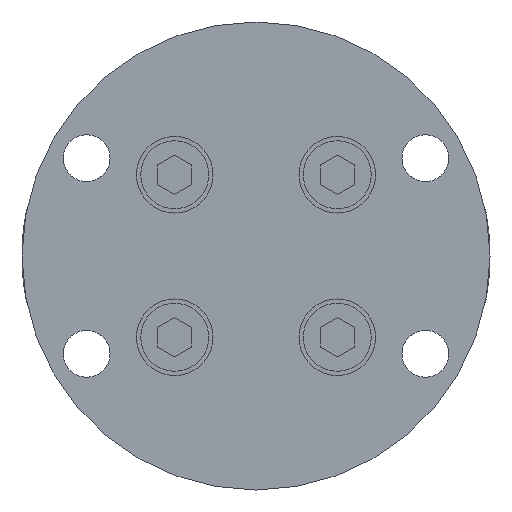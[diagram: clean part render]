
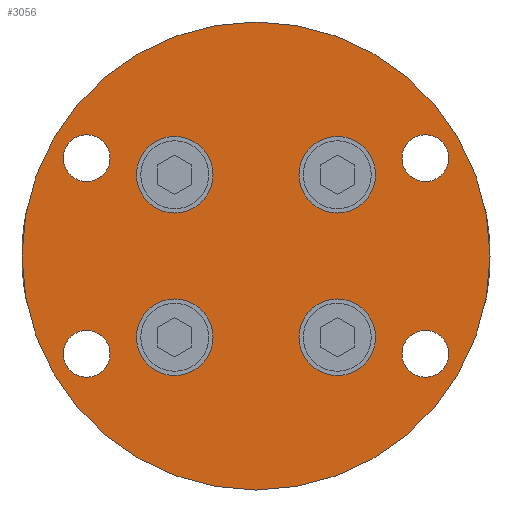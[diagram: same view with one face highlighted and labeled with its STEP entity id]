
A CAD part, left-side view. The second image highlights one B-rep face of the part: STEP entity #3056.
In plain terms, the highlighted planar face has unit normal (-1, 0, 0).
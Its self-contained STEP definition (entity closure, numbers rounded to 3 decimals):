
#442=CARTESIAN_POINT('',(0.,0.,0.));
#443=DIRECTION('',(-1.,0.,0.));
#444=DIRECTION('',(0.,1.,0.));
#445=AXIS2_PLACEMENT_3D('',#442,#443,#444);
#450=CARTESIAN_POINT('',(0.,0.,0.));
#451=DIRECTION('',(1.,0.,0.));
#452=DIRECTION('',(0.,1.,0.));
#453=AXIS2_PLACEMENT_3D('',#450,#451,#452);
#458=CARTESIAN_POINT('',(0.,39.8,-23.));
#459=DIRECTION('',(1.,0.,0.));
#460=DIRECTION('',(0.,1.,0.));
#461=AXIS2_PLACEMENT_3D('',#458,#459,#460);
#466=CARTESIAN_POINT('',(0.,39.8,-23.));
#467=DIRECTION('',(1.,0.,0.));
#468=DIRECTION('',(0.,-1.,0.));
#469=AXIS2_PLACEMENT_3D('',#466,#467,#468);
#474=CARTESIAN_POINT('',(0.,39.8,23.));
#475=DIRECTION('',(1.,0.,0.));
#476=DIRECTION('',(0.,1.,0.));
#477=AXIS2_PLACEMENT_3D('',#474,#475,#476);
#482=CARTESIAN_POINT('',(0.,39.8,23.));
#483=DIRECTION('',(1.,0.,0.));
#484=DIRECTION('',(0.,-1.,0.));
#485=AXIS2_PLACEMENT_3D('',#482,#483,#484);
#490=CARTESIAN_POINT('',(0.,-39.8,-23.));
#491=DIRECTION('',(1.,0.,0.));
#492=DIRECTION('',(0.,1.,0.));
#493=AXIS2_PLACEMENT_3D('',#490,#491,#492);
#498=CARTESIAN_POINT('',(0.,-39.8,-23.));
#499=DIRECTION('',(1.,0.,0.));
#500=DIRECTION('',(0.,-1.,0.));
#501=AXIS2_PLACEMENT_3D('',#498,#499,#500);
#506=CARTESIAN_POINT('',(0.,-39.8,23.));
#507=DIRECTION('',(1.,0.,0.));
#508=DIRECTION('',(0.,1.,0.));
#509=AXIS2_PLACEMENT_3D('',#506,#507,#508);
#514=CARTESIAN_POINT('',(0.,-39.8,23.));
#515=DIRECTION('',(1.,0.,0.));
#516=DIRECTION('',(0.,-1.,0.));
#517=AXIS2_PLACEMENT_3D('',#514,#515,#516);
#522=CARTESIAN_POINT('',(0.,19.1,-19.1));
#523=DIRECTION('',(-1.,0.,0.));
#524=DIRECTION('',(0.,1.,0.));
#525=AXIS2_PLACEMENT_3D('',#522,#523,#524);
#530=CARTESIAN_POINT('',(0.,19.1,-19.1));
#531=DIRECTION('',(-1.,0.,0.));
#532=DIRECTION('',(0.,-1.,0.));
#533=AXIS2_PLACEMENT_3D('',#530,#531,#532);
#538=CARTESIAN_POINT('',(0.,19.1,19.1));
#539=DIRECTION('',(-1.,0.,0.));
#540=DIRECTION('',(0.,1.,0.));
#541=AXIS2_PLACEMENT_3D('',#538,#539,#540);
#546=CARTESIAN_POINT('',(0.,19.1,19.1));
#547=DIRECTION('',(-1.,0.,0.));
#548=DIRECTION('',(0.,-1.,0.));
#549=AXIS2_PLACEMENT_3D('',#546,#547,#548);
#554=CARTESIAN_POINT('',(0.,-19.1,-19.1));
#555=DIRECTION('',(-1.,0.,0.));
#556=DIRECTION('',(0.,1.,0.));
#557=AXIS2_PLACEMENT_3D('',#554,#555,#556);
#562=CARTESIAN_POINT('',(0.,-19.1,-19.1));
#563=DIRECTION('',(-1.,0.,0.));
#564=DIRECTION('',(0.,-1.,0.));
#565=AXIS2_PLACEMENT_3D('',#562,#563,#564);
#570=CARTESIAN_POINT('',(0.,-19.1,19.1));
#571=DIRECTION('',(-1.,0.,0.));
#572=DIRECTION('',(0.,1.,0.));
#573=AXIS2_PLACEMENT_3D('',#570,#571,#572);
#578=CARTESIAN_POINT('',(0.,-19.1,19.1));
#579=DIRECTION('',(-1.,0.,0.));
#580=DIRECTION('',(0.,-1.,0.));
#581=AXIS2_PLACEMENT_3D('',#578,#579,#580);
#2479=CARTESIAN_POINT('',(0.,55.,0.));
#2480=CARTESIAN_POINT('',(0.,-55.,0.));
#2481=VERTEX_POINT('',#2479);
#2482=VERTEX_POINT('',#2480);
#2487=CARTESIAN_POINT('',(0.,45.3,-23.));
#2488=CARTESIAN_POINT('',(0.,34.3,-23.));
#2489=VERTEX_POINT('',#2487);
#2490=VERTEX_POINT('',#2488);
#2491=CARTESIAN_POINT('',(0.,45.3,23.));
#2493=VERTEX_POINT('',#2491);
#2495=CARTESIAN_POINT('',(0.,34.3,23.));
#2497=VERTEX_POINT('',#2495);
#2499=CARTESIAN_POINT('',(0.,-34.3,-23.));
#2501=VERTEX_POINT('',#2499);
#2503=CARTESIAN_POINT('',(0.,-45.3,-23.));
#2505=VERTEX_POINT('',#2503);
#2507=CARTESIAN_POINT('',(0.,-34.3,23.));
#2509=VERTEX_POINT('',#2507);
#2511=CARTESIAN_POINT('',(0.,-45.3,23.));
#2513=VERTEX_POINT('',#2511);
#2565=CARTESIAN_POINT('',(0.,28.1,-19.1));
#2566=CARTESIAN_POINT('',(0.,10.1,-19.1));
#2567=VERTEX_POINT('',#2565);
#2568=VERTEX_POINT('',#2566);
#2573=CARTESIAN_POINT('',(0.,28.1,19.1));
#2574=VERTEX_POINT('',#2573);
#2575=CARTESIAN_POINT('',(0.,10.1,19.1));
#2576=VERTEX_POINT('',#2575);
#2581=CARTESIAN_POINT('',(0.,-10.1,-19.1));
#2582=VERTEX_POINT('',#2581);
#2583=CARTESIAN_POINT('',(0.,-28.1,-19.1));
#2584=VERTEX_POINT('',#2583);
#2589=CARTESIAN_POINT('',(0.,-10.1,19.1));
#2590=VERTEX_POINT('',#2589);
#2591=CARTESIAN_POINT('',(0.,-28.1,19.1));
#2592=VERTEX_POINT('',#2591);
#2999=CARTESIAN_POINT('',(0.,0.,0.));
#3000=DIRECTION('',(1.,0.,0.));
#3001=DIRECTION('',(0.,-1.,0.));
#3002=AXIS2_PLACEMENT_3D('',#2999,#3000,#3001);
#3003=PLANE('',#3002);
#3004=ORIENTED_EDGE('',*,*,#2988,.F.);
#3005=ORIENTED_EDGE('',*,*,#2945,.T.);
#3006=EDGE_LOOP('',(#3004,#3005));
#3007=FACE_OUTER_BOUND('',#3006,.F.);
#3009=ORIENTED_EDGE('',*,*,#3008,.F.);
#3011=ORIENTED_EDGE('',*,*,#3010,.F.);
#3012=EDGE_LOOP('',(#3009,#3011));
#3013=FACE_BOUND('',#3012,.F.);
#3015=ORIENTED_EDGE('',*,*,#3014,.F.);
#3017=ORIENTED_EDGE('',*,*,#3016,.F.);
#3018=EDGE_LOOP('',(#3015,#3017));
#3019=FACE_BOUND('',#3018,.F.);
#3021=ORIENTED_EDGE('',*,*,#3020,.F.);
#3023=ORIENTED_EDGE('',*,*,#3022,.F.);
#3024=EDGE_LOOP('',(#3021,#3023));
#3025=FACE_BOUND('',#3024,.F.);
#3027=ORIENTED_EDGE('',*,*,#3026,.F.);
#3029=ORIENTED_EDGE('',*,*,#3028,.F.);
#3030=EDGE_LOOP('',(#3027,#3029));
#3031=FACE_BOUND('',#3030,.F.);
#3033=ORIENTED_EDGE('',*,*,#3032,.T.);
#3035=ORIENTED_EDGE('',*,*,#3034,.T.);
#3036=EDGE_LOOP('',(#3033,#3035));
#3037=FACE_BOUND('',#3036,.F.);
#3039=ORIENTED_EDGE('',*,*,#3038,.T.);
#3041=ORIENTED_EDGE('',*,*,#3040,.T.);
#3042=EDGE_LOOP('',(#3039,#3041));
#3043=FACE_BOUND('',#3042,.F.);
#3045=ORIENTED_EDGE('',*,*,#3044,.T.);
#3047=ORIENTED_EDGE('',*,*,#3046,.T.);
#3048=EDGE_LOOP('',(#3045,#3047));
#3049=FACE_BOUND('',#3048,.F.);
#3051=ORIENTED_EDGE('',*,*,#3050,.T.);
#3053=ORIENTED_EDGE('',*,*,#3052,.T.);
#3054=EDGE_LOOP('',(#3051,#3053));
#3055=FACE_BOUND('',#3054,.F.);
#446=CIRCLE('',#445,55.);
#454=CIRCLE('',#453,55.);
#462=CIRCLE('',#461,5.5);
#470=CIRCLE('',#469,5.5);
#478=CIRCLE('',#477,5.5);
#486=CIRCLE('',#485,5.5);
#494=CIRCLE('',#493,5.5);
#502=CIRCLE('',#501,5.5);
#510=CIRCLE('',#509,5.5);
#518=CIRCLE('',#517,5.5);
#526=CIRCLE('',#525,9.);
#534=CIRCLE('',#533,9.);
#542=CIRCLE('',#541,9.);
#550=CIRCLE('',#549,9.);
#558=CIRCLE('',#557,9.);
#566=CIRCLE('',#565,9.);
#574=CIRCLE('',#573,9.);
#582=CIRCLE('',#581,9.);
#2945=EDGE_CURVE('',#2481,#2482,#454,.T.);
#2988=EDGE_CURVE('',#2481,#2482,#446,.T.);
#3008=EDGE_CURVE('',#2489,#2490,#462,.T.);
#3010=EDGE_CURVE('',#2490,#2489,#470,.T.);
#3014=EDGE_CURVE('',#2493,#2497,#478,.T.);
#3016=EDGE_CURVE('',#2497,#2493,#486,.T.);
#3020=EDGE_CURVE('',#2501,#2505,#494,.T.);
#3022=EDGE_CURVE('',#2505,#2501,#502,.T.);
#3026=EDGE_CURVE('',#2509,#2513,#510,.T.);
#3028=EDGE_CURVE('',#2513,#2509,#518,.T.);
#3032=EDGE_CURVE('',#2567,#2568,#526,.T.);
#3034=EDGE_CURVE('',#2568,#2567,#534,.T.);
#3038=EDGE_CURVE('',#2574,#2576,#542,.T.);
#3040=EDGE_CURVE('',#2576,#2574,#550,.T.);
#3044=EDGE_CURVE('',#2582,#2584,#558,.T.);
#3046=EDGE_CURVE('',#2584,#2582,#566,.T.);
#3050=EDGE_CURVE('',#2590,#2592,#574,.T.);
#3052=EDGE_CURVE('',#2592,#2590,#582,.T.);
#3056=ADVANCED_FACE('',(#3007,#3013,#3019,#3025,#3031,#3037,#3043,#3049,#3055),
#3003,.F.);
